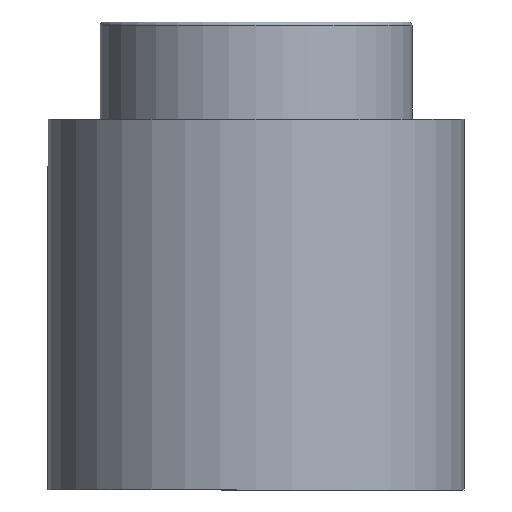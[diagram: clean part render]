
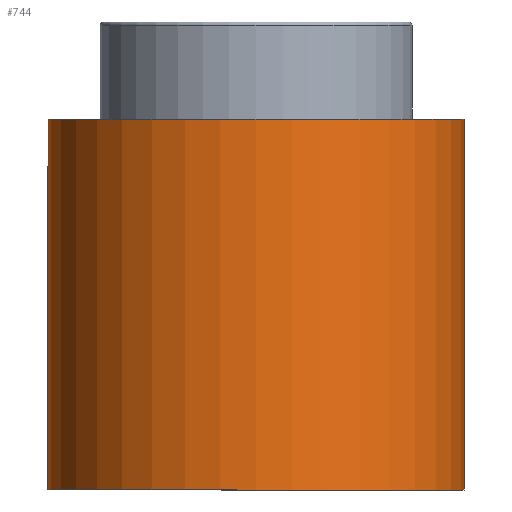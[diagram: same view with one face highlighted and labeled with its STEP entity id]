
A CAD part, front view. The second image highlights one B-rep face of the part: STEP entity #744.
In plain terms, the highlighted cylindrical face has radius 60 mm (diameter 120 mm), a partial arc.
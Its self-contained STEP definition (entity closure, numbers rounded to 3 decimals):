
#69 = AXIS2_PLACEMENT_3D ( 'NONE', #671, #665, #659 ) ;
#98 = CARTESIAN_POINT ( 'NONE',  ( 60., 0., 0. ) ) ;
#154 = CARTESIAN_POINT ( 'NONE',  ( -60., 0., 0. ) ) ;
#215 = EDGE_CURVE ( 'NONE', #944, #447, #381, .T. ) ;
#257 = DIRECTION ( 'NONE',  ( 0., 0., -1. ) ) ;
#281 = CARTESIAN_POINT ( 'NONE',  ( 0., 0., 0. ) ) ;
#285 = CARTESIAN_POINT ( 'NONE',  ( 60., 0., 107. ) ) ;
#299 = DIRECTION ( 'NONE',  ( 0., 0., -1. ) ) ;
#309 = CARTESIAN_POINT ( 'NONE',  ( 60., 0., 0. ) ) ;
#350 = DIRECTION ( 'NONE',  ( 0., 0., -1. ) ) ;
#381 = CIRCLE ( 'NONE', #69, 60. ) ;
#408 = VERTEX_POINT ( 'NONE', #154 ) ;
#447 = VERTEX_POINT ( 'NONE', #1170 ) ;
#477 = EDGE_CURVE ( 'NONE', #944, #1043, #945, .T. ) ;
#491 = EDGE_CURVE ( 'NONE', #447, #408, #1238, .T. ) ;
#547 = ORIENTED_EDGE ( 'NONE', *, *, #686, .F. ) ;
#605 = DIRECTION ( 'NONE',  ( -1., 0., 0. ) ) ;
#614 = VECTOR ( 'NONE', #350, 1000. ) ;
#615 = EDGE_LOOP ( 'NONE', ( #813, #750, #644, #547 ) ) ;
#641 = AXIS2_PLACEMENT_3D ( 'NONE', #967, #862, #812 ) ;
#644 = ORIENTED_EDGE ( 'NONE', *, *, #491, .T. ) ;
#645 = VECTOR ( 'NONE', #299, 1000. ) ;
#659 = DIRECTION ( 'NONE',  ( -1., 0., 0. ) ) ;
#665 = DIRECTION ( 'NONE',  ( 0., 0., -1. ) ) ;
#671 = CARTESIAN_POINT ( 'NONE',  ( 0., 0., 107. ) ) ;
#686 = EDGE_CURVE ( 'NONE', #1043, #408, #960, .T. ) ;
#744 = ADVANCED_FACE ( 'NONE', ( #1124 ), #896, .T. ) ;
#750 = ORIENTED_EDGE ( 'NONE', *, *, #215, .T. ) ;
#812 = DIRECTION ( 'NONE',  ( -1., 0., 0. ) ) ;
#813 = ORIENTED_EDGE ( 'NONE', *, *, #477, .F. ) ;
#862 = DIRECTION ( 'NONE',  ( 0., 0., -1. ) ) ;
#896 = CYLINDRICAL_SURFACE ( 'NONE', #956, 60. ) ;
#919 = CARTESIAN_POINT ( 'NONE',  ( -60., 0., 0. ) ) ;
#944 = VERTEX_POINT ( 'NONE', #285 ) ;
#945 = LINE ( 'NONE', #309, #614 ) ;
#956 = AXIS2_PLACEMENT_3D ( 'NONE', #281, #257, #605 ) ;
#960 = CIRCLE ( 'NONE', #641, 60. ) ;
#967 = CARTESIAN_POINT ( 'NONE',  ( 0., 0., 0. ) ) ;
#1043 = VERTEX_POINT ( 'NONE', #98 ) ;
#1124 = FACE_OUTER_BOUND ( 'NONE', #615, .T. ) ;
#1170 = CARTESIAN_POINT ( 'NONE',  ( -60., 0., 107. ) ) ;
#1238 = LINE ( 'NONE', #919, #645 ) ;
